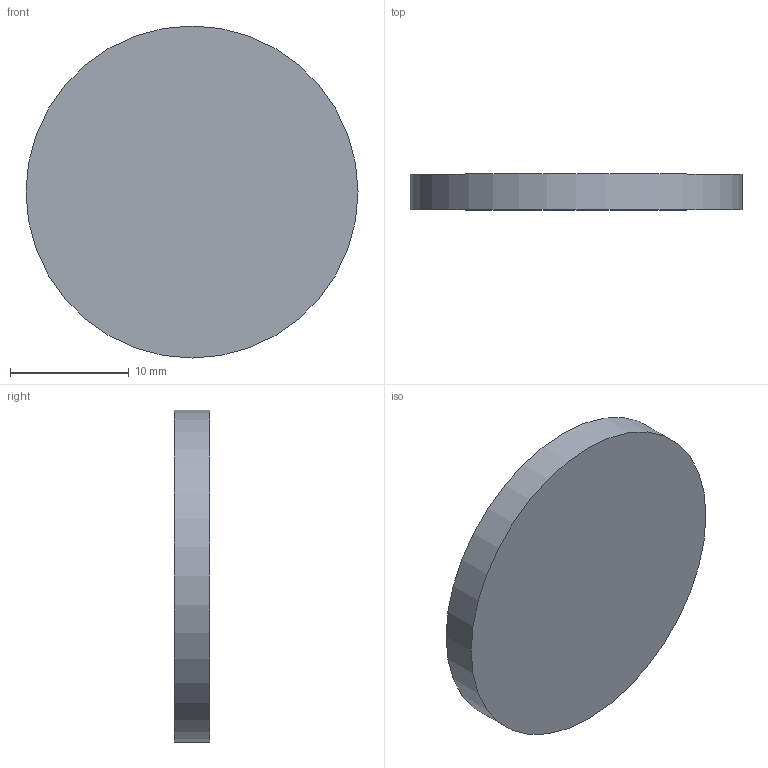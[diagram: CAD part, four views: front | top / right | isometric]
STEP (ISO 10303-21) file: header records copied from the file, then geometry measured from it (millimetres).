
FILE_DESCRIPTION(/* description */ ('Těsnění zaslepovací matice'),/* implementation_level */ '2;1');
FILE_NAME(/* name */ '20270010000.stp',/* time_stamp */ '2016-01-11T09:31:44+01:00',/* author */ ('Struska'),/* organization */ ('Bupospol'),/* preprocessor_version */ 'ST-DEVELOPER v15.6',/* originating_system */ 'Autodesk Inventor 2015',/* authorisation */ '');
FILE_SCHEMA (('CONFIG_CONTROL_DESIGN'));
Length unit declared in the file: millimetre
Products named in the file (1): 20270010000
Bounding box: 28 x 3 x 28 mm (x, y, z)
Volume: 1847.3 mm3; surface area: 1495.4 mm2
Topology: 1 solids, 1 shells, 3 faces, 3 edges, 2 vertices
Faces by surface type: plane 2, cylinder 1
Full cylindrical faces by diameter (mm): 28 x1
Entity records: 81 total; most frequent: DIRECTION 12, CARTESIAN_POINT 8, AXIS2_PLACEMENT_3D 6, EDGE_LOOP 4, ORIENTED_EDGE 4, STYLED_ITEM 4, FACE_OUTER_BOUND 3, ADVANCED_FACE 3
